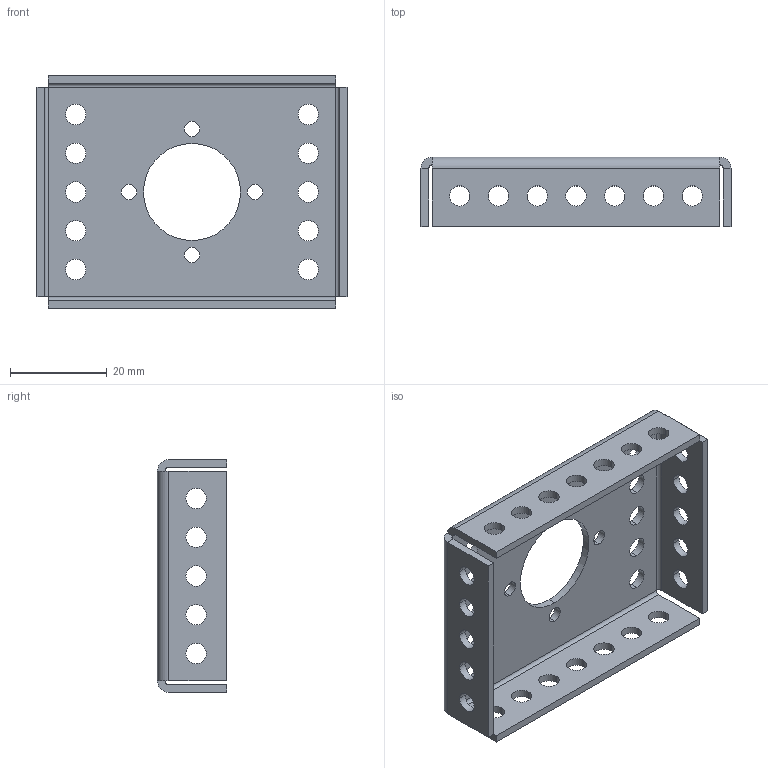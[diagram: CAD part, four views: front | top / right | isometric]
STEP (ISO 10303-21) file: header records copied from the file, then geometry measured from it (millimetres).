
FILE_DESCRIPTION (( 'STEP AP214' ), '1' );
FILE_NAME ('07-0005 .step', '2020-04-06T07:08:42', ( '' ), ( '' ), 'SwSTEP 2.0', 'SolidWorks 2020', '' );
FILE_SCHEMA (( 'AUTOMOTIVE_DESIGN' ));
Length unit declared in the file: millimetre
Products named in the file (1): 07-0005 
Bounding box: 64 x 14.3 x 48 mm (x, y, z)
Volume: 7526.3 mm3; surface area: 10803.2 mm2
Topology: 1 solids, 1 shells, 116 faces, 334 edges, 220 vertices
Faces by surface type: cylinder 86, plane 30
Entity records: 4076 total; most frequent: DIRECTION 740, CARTESIAN_POINT 671, ORIENTED_EDGE 668, EDGE_CURVE 334, AXIS2_PLACEMENT_3D 289, VERTEX_POINT 220, EDGE_LOOP 194, CIRCLE 172
